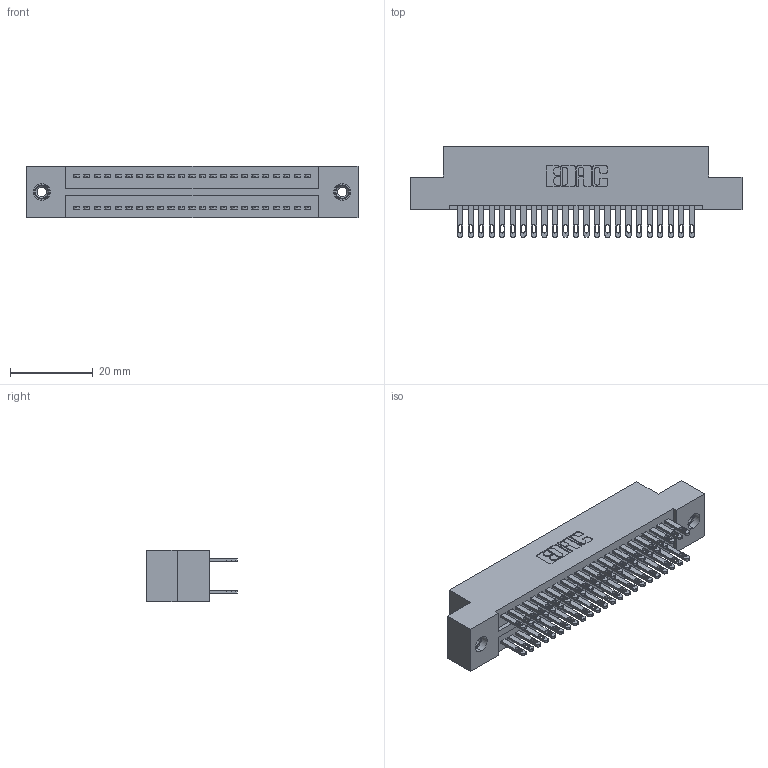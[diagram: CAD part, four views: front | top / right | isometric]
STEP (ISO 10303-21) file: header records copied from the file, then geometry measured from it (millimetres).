
FILE_DESCRIPTION (( 'STEP AP203' ), '1' );
FILE_NAME ('325-046-500-208.STEP', '2020-02-24T22:49:19', ( '' ), ( '' ), 'SwSTEP 2.0', 'SolidWorks 2016', '' );
FILE_SCHEMA (( 'CONFIG_CONTROL_DESIGN' ));
Length unit declared in the file: inch
Products named in the file (4): 325-046-500-208; 325 Part_TI; 325-292-001_325-293-100; 345-250-001_345-250-003-102
Assembly tree (49 placements, depth 2):
  325-046-500-208
    325 Part_TI
    325-292-001_325-293-100  x46
    345-250-001_345-250-003-102  x2
Bounding box: 80.14 x 21.84 x 12.45 mm (x, y, z)
Volume: 10308.9 mm3; surface area: 12521.6 mm2
Topology: 49 solids, 49 shells, 2382 faces, 7209 edges, 4798 vertices
Faces by surface type: plane 1482, cylinder 884, cone 12, torus 4
Entity records: 18370 total; most frequent: CARTESIAN_POINT 3049, ORIENTED_EDGE 2978, DIRECTION 2671, EDGE_CURVE 1489, VECTOR 1337, LINE 1337, VERTEX_POINT 988, AXIS2_PLACEMENT_3D 667
